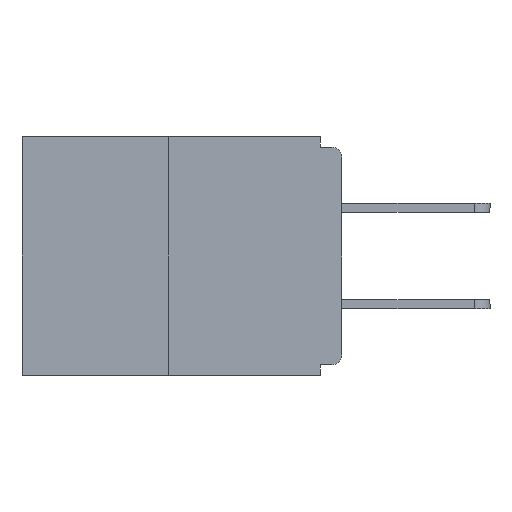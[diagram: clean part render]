
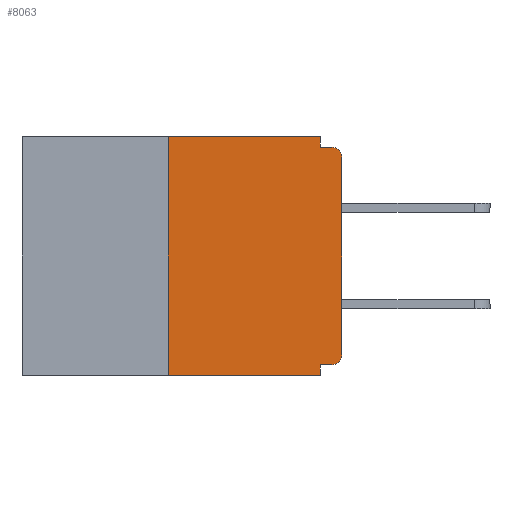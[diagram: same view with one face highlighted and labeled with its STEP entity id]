
A CAD part, left-side view. The second image highlights one B-rep face of the part: STEP entity #8063.
In plain terms, the highlighted planar face has unit normal (-1, 0, 0).
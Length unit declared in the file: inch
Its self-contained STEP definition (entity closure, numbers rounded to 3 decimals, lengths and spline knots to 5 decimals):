
#282 = AXIS2_PLACEMENT_3D ( 'NONE', #6028, #8870, #9795 ) ;
#291 = EDGE_CURVE ( 'NONE', #1221, #7530, #6348, .T. ) ;
#400 = VERTEX_POINT ( 'NONE', #2943 ) ;
#495 = VECTOR ( 'NONE', #9374, 39.37008 ) ;
#519 = CARTESIAN_POINT ( 'NONE',  ( 0., 0.031, 0. ) ) ;
#579 = ORIENTED_EDGE ( 'NONE', *, *, #10264, .F. ) ;
#723 = CARTESIAN_POINT ( 'NONE',  ( 0., 0.46, -0.343 ) ) ;
#759 = DIRECTION ( 'NONE',  ( 0., -1., 0. ) ) ;
#851 = VECTOR ( 'NONE', #3175, 39.37008 ) ;
#1221 = VERTEX_POINT ( 'NONE', #5204 ) ;
#1287 = CARTESIAN_POINT ( 'NONE',  ( 0., 0.25, 0. ) ) ;
#1550 = LINE ( 'NONE', #9821, #3592 ) ;
#1733 = VERTEX_POINT ( 'NONE', #6114 ) ;
#1794 = EDGE_CURVE ( 'NONE', #3513, #2266, #9061, .T. ) ;
#1876 = PLANE ( 'NONE',  #10888 ) ;
#1886 = EDGE_CURVE ( 'NONE', #9276, #9876, #11778, .T. ) ;
#1961 = CARTESIAN_POINT ( 'NONE',  ( 0., 0.46, 0. ) ) ;
#1976 = EDGE_LOOP ( 'NONE', ( #11268, #11481, #4670, #8822, #9112, #9854, #8597, #4289, #579, #7372 ) ) ;
#2266 = VERTEX_POINT ( 'NONE', #3470 ) ;
#2769 = DIRECTION ( 'NONE',  ( 0., 1., 0. ) ) ;
#2781 = CARTESIAN_POINT ( 'NONE',  ( 0., 0.031, -0.343 ) ) ;
#2943 = CARTESIAN_POINT ( 'NONE',  ( 0., 0.031, -0.015 ) ) ;
#3175 = DIRECTION ( 'NONE',  ( 0., 0., 1. ) ) ;
#3198 = LINE ( 'NONE', #10234, #10107 ) ;
#3273 = LINE ( 'NONE', #7711, #495 ) ;
#3362 = CARTESIAN_POINT ( 'NONE',  ( 0., 0.031, -0.328 ) ) ;
#3470 = CARTESIAN_POINT ( 'NONE',  ( 0., 0.015, -0.015 ) ) ;
#3513 = VERTEX_POINT ( 'NONE', #5460 ) ;
#3592 = VECTOR ( 'NONE', #8857, 39.37008 ) ;
#3691 = CARTESIAN_POINT ( 'NONE',  ( 0., 0., -0.313 ) ) ;
#3706 = CARTESIAN_POINT ( 'NONE',  ( 0., 0.46, 0. ) ) ;
#3815 = DIRECTION ( 'NONE',  ( 1., 0., 0. ) ) ;
#3883 = DIRECTION ( 'NONE',  ( 0., 0., -1. ) ) ;
#3906 = VECTOR ( 'NONE', #2769, 39.37008 ) ;
#4289 = ORIENTED_EDGE ( 'NONE', *, *, #1794, .T. ) ;
#4420 = DIRECTION ( 'NONE',  ( 0., 0., -1. ) ) ;
#4670 = ORIENTED_EDGE ( 'NONE', *, *, #1886, .T. ) ;
#4781 = CARTESIAN_POINT ( 'NONE',  ( 0., 0.031, 0. ) ) ;
#4916 = LINE ( 'NONE', #1287, #851 ) ;
#5204 = CARTESIAN_POINT ( 'NONE',  ( 0., 0.015, -0.328 ) ) ;
#5288 = EDGE_CURVE ( 'NONE', #7963, #3513, #3273, .T. ) ;
#5460 = CARTESIAN_POINT ( 'NONE',  ( 0., 0., -0.03 ) ) ;
#5698 = CARTESIAN_POINT ( 'NONE',  ( 0., 0.25, -0.343 ) ) ;
#5770 = LINE ( 'NONE', #3706, #9564 ) ;
#5861 = EDGE_CURVE ( 'NONE', #6973, #400, #9314, .T. ) ;
#6028 = CARTESIAN_POINT ( 'NONE',  ( 0., 0.015, -0.03 ) ) ;
#6114 = CARTESIAN_POINT ( 'NONE',  ( 0., 0.25, 0. ) ) ;
#6274 = DIRECTION ( 'NONE',  ( -1., 0., 0. ) ) ;
#6348 = LINE ( 'NONE', #10201, #3906 ) ;
#6973 = VERTEX_POINT ( 'NONE', #4781 ) ;
#7096 = CIRCLE ( 'NONE', #10412, 0.015 ) ;
#7279 = VECTOR ( 'NONE', #9997, 39.37008 ) ;
#7372 = ORIENTED_EDGE ( 'NONE', *, *, #5861, .F. ) ;
#7530 = VERTEX_POINT ( 'NONE', #3362 ) ;
#7711 = CARTESIAN_POINT ( 'NONE',  ( 0., 0., 0. ) ) ;
#7787 = EDGE_CURVE ( 'NONE', #1221, #7963, #7096, .T. ) ;
#7963 = VERTEX_POINT ( 'NONE', #3691 ) ;
#8063 = ADVANCED_FACE ( 'NONE', ( #10427 ), #1876, .F. ) ;
#8199 = CARTESIAN_POINT ( 'NONE',  ( 0., 0.015, -0.313 ) ) ;
#8597 = ORIENTED_EDGE ( 'NONE', *, *, #5288, .T. ) ;
#8620 = EDGE_CURVE ( 'NONE', #1733, #6973, #5770, .T. ) ;
#8822 = ORIENTED_EDGE ( 'NONE', *, *, #11603, .F. ) ;
#8857 = DIRECTION ( 'NONE',  ( 0., -1., 0. ) ) ;
#8870 = DIRECTION ( 'NONE',  ( -1., 0., 0. ) ) ;
#9061 = CIRCLE ( 'NONE', #282, 0.015 ) ;
#9112 = ORIENTED_EDGE ( 'NONE', *, *, #291, .F. ) ;
#9276 = VERTEX_POINT ( 'NONE', #5698 ) ;
#9314 = LINE ( 'NONE', #519, #7279 ) ;
#9374 = DIRECTION ( 'NONE',  ( 0., 0., 1. ) ) ;
#9426 = DIRECTION ( 'NONE',  ( 0., 0., -1. ) ) ;
#9564 = VECTOR ( 'NONE', #10117, 39.37008 ) ;
#9795 = DIRECTION ( 'NONE',  ( 0., 0., -1. ) ) ;
#9821 = CARTESIAN_POINT ( 'NONE',  ( 0., 0., -0.015 ) ) ;
#9854 = ORIENTED_EDGE ( 'NONE', *, *, #7787, .T. ) ;
#9876 = VERTEX_POINT ( 'NONE', #2781 ) ;
#9997 = DIRECTION ( 'NONE',  ( 0., 0., -1. ) ) ;
#10107 = VECTOR ( 'NONE', #9426, 39.37008 ) ;
#10117 = DIRECTION ( 'NONE',  ( 0., -1., 0. ) ) ;
#10201 = CARTESIAN_POINT ( 'NONE',  ( 0., 0., -0.328 ) ) ;
#10234 = CARTESIAN_POINT ( 'NONE',  ( 0., 0.031, -0.343 ) ) ;
#10264 = EDGE_CURVE ( 'NONE', #400, #2266, #1550, .T. ) ;
#10412 = AXIS2_PLACEMENT_3D ( 'NONE', #8199, #6274, #4420 ) ;
#10427 = FACE_OUTER_BOUND ( 'NONE', #1976, .T. ) ;
#10803 = VECTOR ( 'NONE', #759, 39.37008 ) ;
#10888 = AXIS2_PLACEMENT_3D ( 'NONE', #1961, #3815, #3883 ) ;
#11268 = ORIENTED_EDGE ( 'NONE', *, *, #8620, .F. ) ;
#11378 = EDGE_CURVE ( 'NONE', #9276, #1733, #4916, .T. ) ;
#11481 = ORIENTED_EDGE ( 'NONE', *, *, #11378, .F. ) ;
#11603 = EDGE_CURVE ( 'NONE', #7530, #9876, #3198, .T. ) ;
#11778 = LINE ( 'NONE', #723, #10803 ) ;
